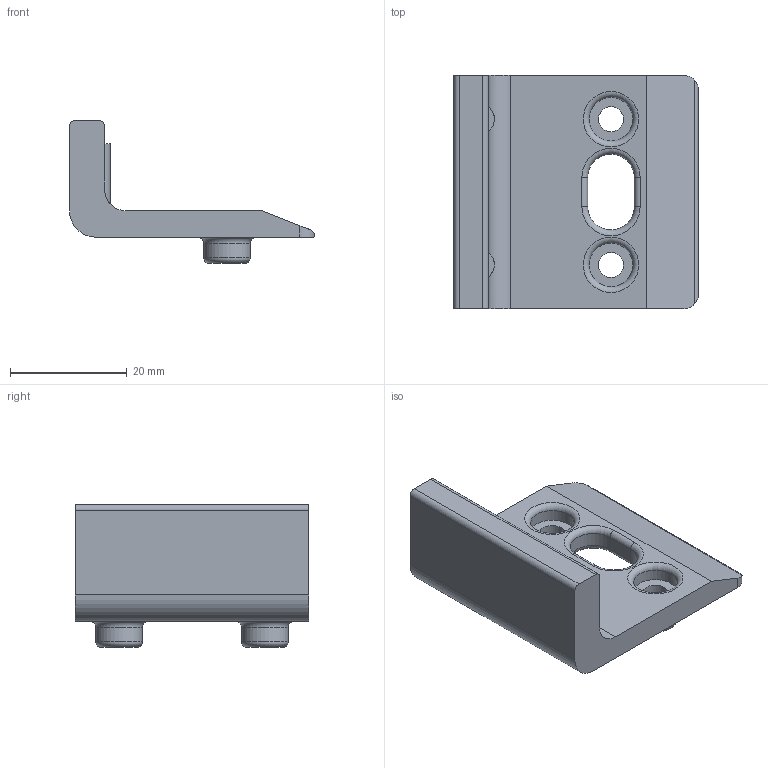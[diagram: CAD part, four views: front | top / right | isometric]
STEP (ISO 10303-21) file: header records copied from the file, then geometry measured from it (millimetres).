
FILE_DESCRIPTION(/* description */ (''),/* implementation_level */ '2;1');
FILE_NAME(/* name */ '22702_KriTec_Anschlagwinkel_8_PA.stp',/* time_stamp */ '2014-10-30T10:56:38+01:00',/* author */ ('kostic'),/* organization */ (''),/* preprocessor_version */ 'ST-DEVELOPER v15.2',/* originating_system */ 'Autodesk Inventor 2014',/* authorisation */ '');
FILE_SCHEMA (('AUTOMOTIVE_DESIGN { 1 0 10303 214 3 1 1 }'));
Length unit declared in the file: millimetre
Products named in the file (1): 22702_KriTec_Anschlagwinkel_8_PA
Bounding box: 42 x 40 x 24.5 mm (x, y, z)
Volume: 10212.9 mm3; surface area: 5556.7 mm2
Topology: 1 solids, 1 shells, 49 faces, 121 edges, 76 vertices
Faces by surface type: cylinder 22, plane 17, torus 10
Full cylindrical faces by diameter (mm): 4.3 x2, 7.5 x2, 8 x2
Entity records: 1519 total; most frequent: CARTESIAN_POINT 295, DIRECTION 249, ORIENTED_EDGE 214, EDGE_CURVE 107, AXIS2_PLACEMENT_3D 100, VERTEX_POINT 74, EDGE_LOOP 69, STYLED_ITEM 50
